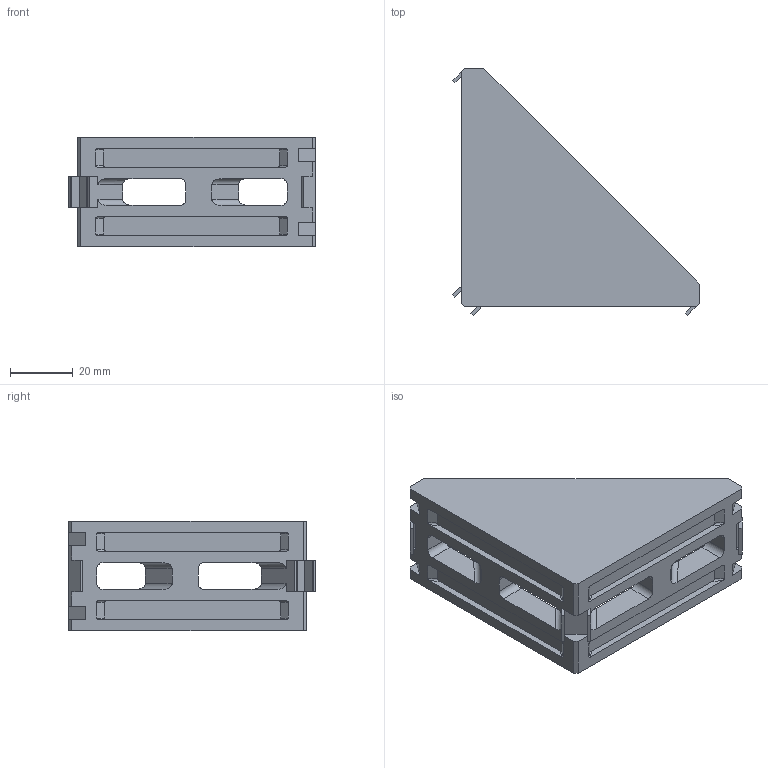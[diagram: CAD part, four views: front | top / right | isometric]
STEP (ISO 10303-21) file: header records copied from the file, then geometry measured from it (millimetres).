
FILE_DESCRIPTION (( 'STEP AP214' ), '1' );
FILE_NAME ('SNSS.30.70.29 Óãëîâîé àëþìèíèåâûé ñîåäèíèòåëü 40õ80, ïàç 10(X05).STEP', '2018-08-13T07:51:34', ( '' ), ( '' ), 'SwSTEP 2.0', 'SolidWorks 2018', '' );
FILE_SCHEMA (( 'AUTOMOTIVE_DESIGN' ));
Length unit declared in the file: millimetre
Products named in the file (1): SNSS.30.70.29 Óãëîâîé àëþìèíèåâûé ñîåäèíèòåëü 40õ80, ïàç 10(X05)
Bounding box: 78.67 x 78.67 x 35 mm (x, y, z)
Volume: 44336.5 mm3; surface area: 19029.6 mm2
Topology: 1 solids, 1 shells, 135 faces, 387 edges, 256 vertices
Faces by surface type: plane 103, cylinder 32
Entity records: 4371 total; most frequent: CARTESIAN_POINT 947, ORIENTED_EDGE 774, DIRECTION 611, EDGE_CURVE 387, VECTOR 323, LINE 323, VERTEX_POINT 256, EDGE_LOOP 145
